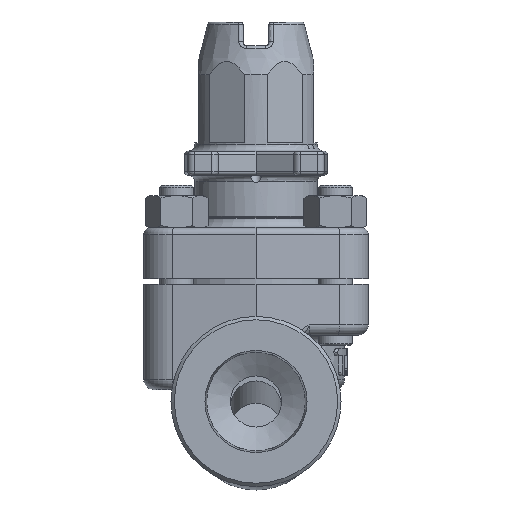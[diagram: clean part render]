
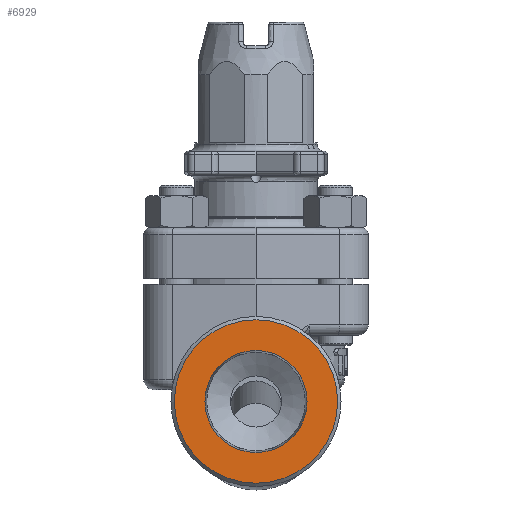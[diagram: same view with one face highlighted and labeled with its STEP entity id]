
A CAD part, left-side view. The second image highlights one B-rep face of the part: STEP entity #6929.
In plain terms, the highlighted planar face has unit normal (-1, 0, 0).
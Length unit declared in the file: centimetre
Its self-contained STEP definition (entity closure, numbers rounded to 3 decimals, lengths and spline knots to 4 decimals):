
#1082=PLANE('',#7688);
#1420=FACE_BOUND('',#2294,.T.);
#1759=FACE_OUTER_BOUND('',#2293,.T.);
#2293=EDGE_LOOP('',(#5734));
#2294=EDGE_LOOP('',(#5735));
#2802=CIRCLE('',#7685,2.4);
#2804=CIRCLE('',#7689,1.5003);
#3276=VERTEX_POINT('',#12254);
#3278=VERTEX_POINT('',#12260);
#4139=EDGE_CURVE('',#3276,#3276,#2802,.T.);
#4141=EDGE_CURVE('',#3278,#3278,#2804,.T.);
#5734=ORIENTED_EDGE('',*,*,#4139,.F.);
#5735=ORIENTED_EDGE('',*,*,#4141,.T.);
#6929=ADVANCED_FACE('',(#1759,#1420),#1082,.F.);
#7685=AXIS2_PLACEMENT_3D('',#12255,#9332,#9333);
#7688=AXIS2_PLACEMENT_3D('',#12259,#9338,#9339);
#7689=AXIS2_PLACEMENT_3D('',#12261,#9340,#9341);
#9332=DIRECTION('center_axis',(1.,0.,0.));
#9333=DIRECTION('ref_axis',(0.,-1.,0.));
#9338=DIRECTION('center_axis',(1.,0.,0.));
#9339=DIRECTION('ref_axis',(0.,0.,-1.));
#9340=DIRECTION('center_axis',(1.,0.,0.));
#9341=DIRECTION('ref_axis',(0.,0.,1.));
#12254=CARTESIAN_POINT('',(-8.2559,2.072,-0.5));
#12255=CARTESIAN_POINT('Origin',(-8.2559,-0.328,-0.5));
#12259=CARTESIAN_POINT('Origin',(-8.2559,-0.328,-0.5));
#12260=CARTESIAN_POINT('',(-8.2559,-0.328,1.0003));
#12261=CARTESIAN_POINT('Origin',(-8.2559,-0.328,-0.5));
